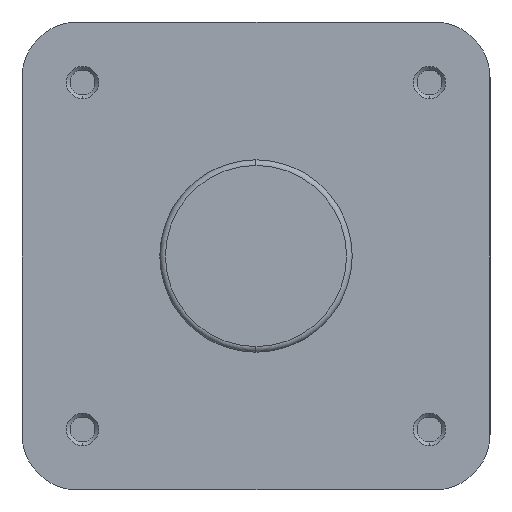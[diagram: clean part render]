
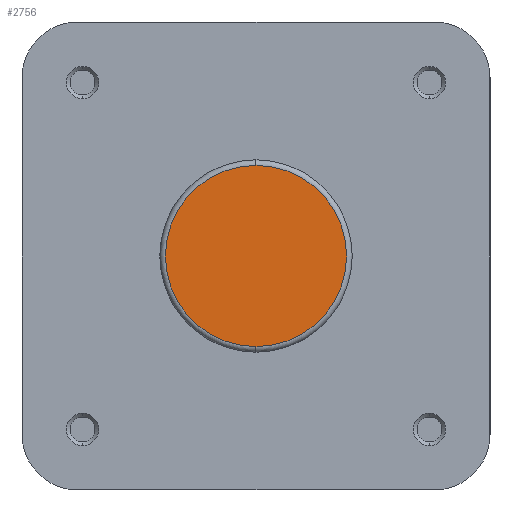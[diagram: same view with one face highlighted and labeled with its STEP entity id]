
A CAD part, left-side view. The second image highlights one B-rep face of the part: STEP entity #2756.
In plain terms, the highlighted planar face has unit normal (-1, 0, 0).
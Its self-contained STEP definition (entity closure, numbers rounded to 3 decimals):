
#2 = CARTESIAN_POINT ( 'NONE',  ( 0., 0., 0. ) ) ;
#9 = DIRECTION ( 'NONE',  ( -1., 0., 0. ) ) ;
#10 = DIRECTION ( 'NONE',  ( 0., 0., -1. ) ) ;
#774 = ORIENTED_EDGE ( 'NONE', *, *, #5440, .T. ) ;
#780 = ORIENTED_EDGE ( 'NONE', *, *, #5585, .T. ) ;
#867 = CIRCLE ( 'NONE', #6207, 24.4 ) ;
#1621 = CARTESIAN_POINT ( 'NONE',  ( 0., 0., 24.4 ) ) ;
#1633 = CARTESIAN_POINT ( 'NONE',  ( 0., 0., -24.4 ) ) ;
#2081 = VERTEX_POINT ( 'NONE', #1633 ) ;
#2093 = VERTEX_POINT ( 'NONE', #1621 ) ;
#2756 = ADVANCED_FACE ( 'NONE', ( #3577 ), #4476, .F. ) ;
#3577 = FACE_OUTER_BOUND ( 'NONE', #5215, .T. ) ;
#3704 = CIRCLE ( 'NONE', #6131, 24.4 ) ;
#4475 = CARTESIAN_POINT ( 'NONE',  ( 0., 0., 0. ) ) ;
#4476 = PLANE ( 'NONE',  #6078 ) ;
#4478 = DIRECTION ( 'NONE',  ( 1., 0., 0. ) ) ;
#4479 = DIRECTION ( 'NONE',  ( 0., 0., -1. ) ) ;
#4718 = CARTESIAN_POINT ( 'NONE',  ( 0., 0., 0. ) ) ;
#4719 = DIRECTION ( 'NONE',  ( -1., 0., 0. ) ) ;
#4720 = DIRECTION ( 'NONE',  ( 0., 0., -1. ) ) ;
#5215 = EDGE_LOOP ( 'NONE', ( #780, #774 ) ) ;
#5440 = EDGE_CURVE ( 'NONE', #2093, #2081, #3704, .T. ) ;
#5585 = EDGE_CURVE ( 'NONE', #2081, #2093, #867, .T. ) ;
#6078 = AXIS2_PLACEMENT_3D ( 'NONE', #4475, #4478, #4479 ) ;
#6131 = AXIS2_PLACEMENT_3D ( 'NONE', #4718, #4719, #4720 ) ;
#6207 = AXIS2_PLACEMENT_3D ( 'NONE', #2, #9, #10 ) ;
